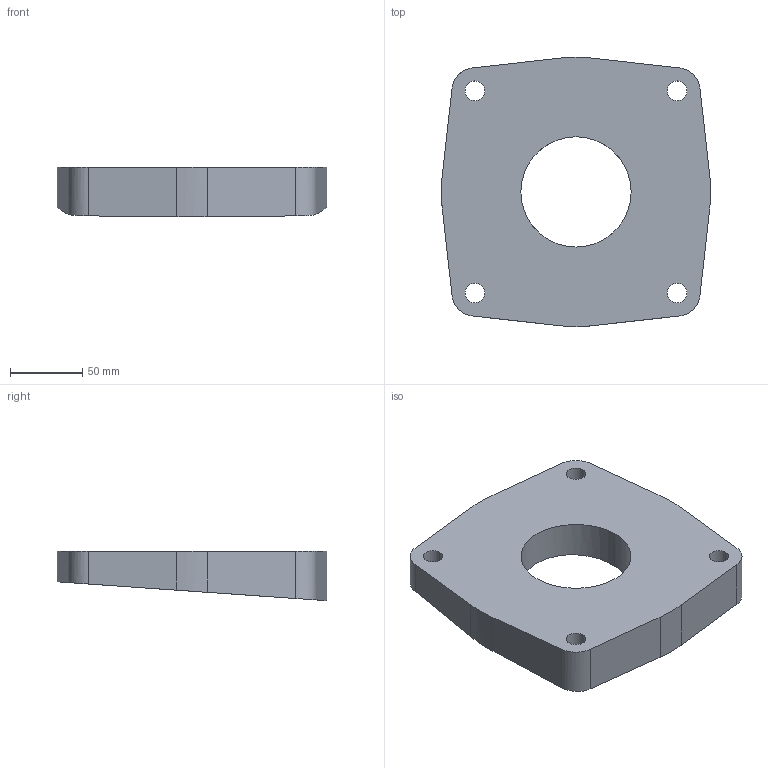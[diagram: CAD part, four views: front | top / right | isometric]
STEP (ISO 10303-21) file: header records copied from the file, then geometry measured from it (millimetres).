
FILE_DESCRIPTION((''),'2;1');
FILE_NAME('D31183_SW0001','2012-01-10T',('jhabe'),(''),'PRO/ENGINEER BY PARAMETRIC TECHNOLOGY CORPORATION, 2011310','PRO/ENGINEER BY PARAMETRIC TECHNOLOGY CORPORATION, 2011310','');
FILE_SCHEMA(('CONFIG_CONTROL_DESIGN'));
Length unit declared in the file: inch
Products named in the file (1): D31183_SW0001
Bounding box: 186.15 x 186.15 x 34.09 mm (x, y, z)
Surface area: 84248.9 mm2 (no closed solid volume)
Topology: 0 solids, 1 shells, 66 faces, 192 edges, 124 vertices
Faces by surface type: cylinder 32, cone 24, plane 10
Entity records: 2339 total; most frequent: CARTESIAN_POINT 532, DIRECTION 376, ORIENTED_EDGE 368, EDGE_CURVE 184, AXIS2_PLACEMENT_3D 145, VERTEX_POINT 124, VECTOR 86, LINE 86
